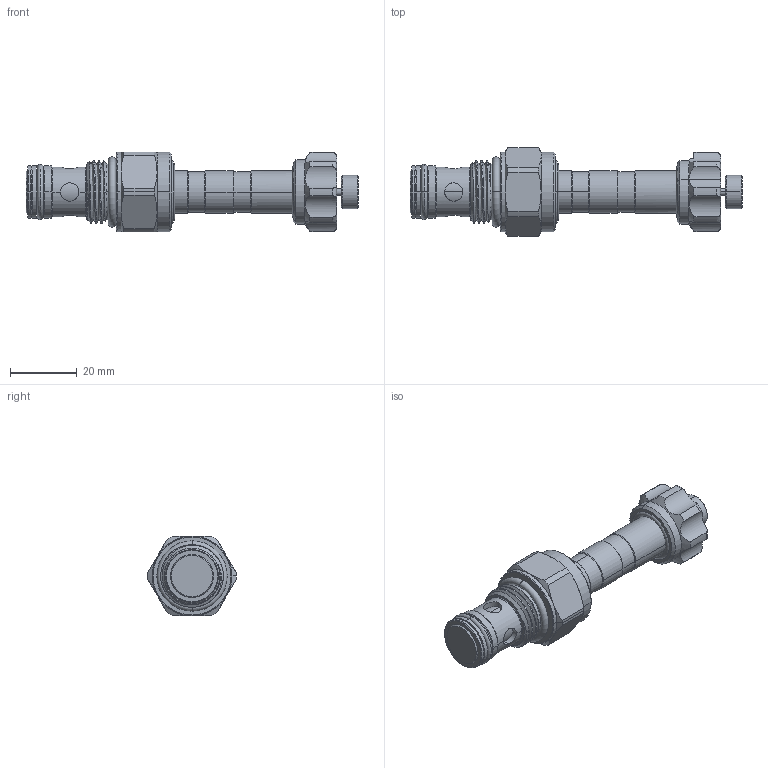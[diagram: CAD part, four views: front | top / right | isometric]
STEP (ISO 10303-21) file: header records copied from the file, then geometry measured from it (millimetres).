
FILE_DESCRIPTION (( 'STEP AP203' ), '1' );
FILE_NAME ('EP19E2A02P05.STEP', '2016-08-25T02:13:45', ( '' ), ( '' ), 'SwSTEP 2.0', 'SolidWorks 2012', '' );
FILE_SCHEMA (( 'CONFIG_CONTROL_DESIGN' ));
Length unit declared in the file: millimetre
Products named in the file (1): EP19E2A02P05
Bounding box: 99.8 x 26.7 x 24 mm (x, y, z)
Volume: 22588.8 mm3; surface area: 8889.1 mm2
Topology: 2 solids, 2 shells, 264 faces, 621 edges, 382 vertices
Faces by surface type: cylinder 117, cone 63, plane 50, torus 32, bspline 2
Entity records: 12591 total; most frequent: CARTESIAN_POINT 6457, DIRECTION 1340, ORIENTED_EDGE 1242, EDGE_CURVE 621, AXIS2_PLACEMENT_3D 570, VERTEX_POINT 382, CIRCLE 307, EDGE_LOOP 289
